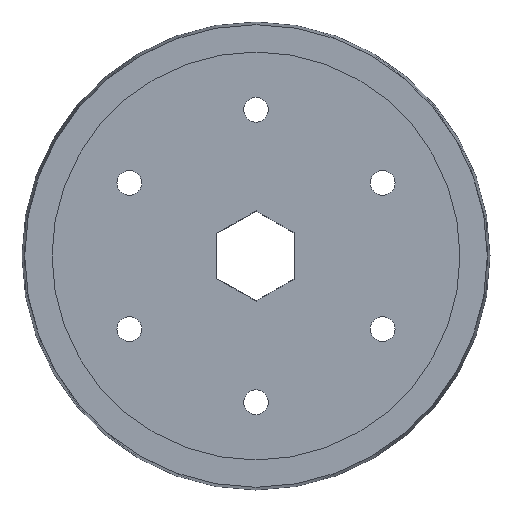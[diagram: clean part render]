
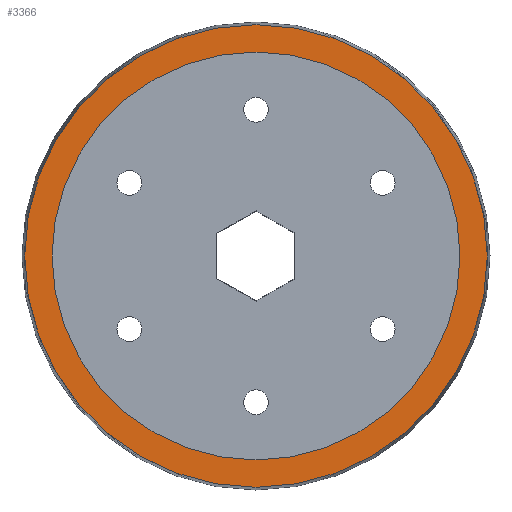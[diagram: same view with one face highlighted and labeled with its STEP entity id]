
A CAD part, left-side view. The second image highlights one B-rep face of the part: STEP entity #3366.
In plain terms, the highlighted planar face has unit normal (-1, 0, 0).
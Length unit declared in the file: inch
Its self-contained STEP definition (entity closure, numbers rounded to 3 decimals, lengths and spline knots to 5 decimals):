
#250 = ORIENTED_EDGE ( 'NONE', *, *, #6416, .F. ) ;
#441 = VERTEX_POINT ( 'NONE', #4855 ) ;
#1019 = CARTESIAN_POINT ( 'NONE',  ( -0.54819, 0., -1.30754 ) ) ;
#1795 = FACE_OUTER_BOUND ( 'NONE', #10307, .T. ) ;
#1911 = DIRECTION ( 'NONE',  ( 0., 0., -1. ) ) ;
#1982 = DIRECTION ( 'NONE',  ( 0., 0., -1. ) ) ;
#2639 = EDGE_CURVE ( 'NONE', #12995, #5225, #10004, .T. ) ;
#2958 = PLANE ( 'NONE',  #12204 ) ;
#3038 = CIRCLE ( 'NONE', #13253, 1.48254 ) ;
#3110 = CARTESIAN_POINT ( 'NONE',  ( -0.54819, 1.30754, 0. ) ) ;
#3293 = AXIS2_PLACEMENT_3D ( 'NONE', #14062, #9705, #1982 ) ;
#3366 = ADVANCED_FACE ( 'NONE', ( #6169, #1795 ), #2958, .T. ) ;
#3714 = AXIS2_PLACEMENT_3D ( 'NONE', #13456, #9110, #4441 ) ;
#3988 = CIRCLE ( 'NONE', #3293, 1.30754 ) ;
#4441 = DIRECTION ( 'NONE',  ( 0., 0., -1. ) ) ;
#4632 = AXIS2_PLACEMENT_3D ( 'NONE', #12033, #9557, #1911 ) ;
#4818 = EDGE_CURVE ( 'NONE', #441, #7999, #7193, .T. ) ;
#4855 = CARTESIAN_POINT ( 'NONE',  ( -0.54819, 0., 1.48254 ) ) ;
#5183 = CARTESIAN_POINT ( 'NONE',  ( -0.54819, 0., 1.30754 ) ) ;
#5225 = VERTEX_POINT ( 'NONE', #5183 ) ;
#6169 = FACE_BOUND ( 'NONE', #6966, .T. ) ;
#6385 = DIRECTION ( 'NONE',  ( 0., 0., 1. ) ) ;
#6416 = EDGE_CURVE ( 'NONE', #7999, #441, #3038, .T. ) ;
#6468 = DIRECTION ( 'NONE',  ( 0., 0., -1. ) ) ;
#6966 = EDGE_LOOP ( 'NONE', ( #9086, #8751 ) ) ;
#7193 = CIRCLE ( 'NONE', #4632, 1.48254 ) ;
#7999 = VERTEX_POINT ( 'NONE', #11221 ) ;
#8751 = ORIENTED_EDGE ( 'NONE', *, *, #10789, .T. ) ;
#9086 = ORIENTED_EDGE ( 'NONE', *, *, #2639, .T. ) ;
#9110 = DIRECTION ( 'NONE',  ( 1., 0., 0. ) ) ;
#9557 = DIRECTION ( 'NONE',  ( 1., 0., 0. ) ) ;
#9705 = DIRECTION ( 'NONE',  ( 1., 0., 0. ) ) ;
#10004 = CIRCLE ( 'NONE', #3714, 1.30754 ) ;
#10307 = EDGE_LOOP ( 'NONE', ( #250, #12276 ) ) ;
#10789 = EDGE_CURVE ( 'NONE', #5225, #12995, #3988, .T. ) ;
#11221 = CARTESIAN_POINT ( 'NONE',  ( -0.54819, 0., -1.48254 ) ) ;
#11840 = DIRECTION ( 'NONE',  ( -1., 0., 0. ) ) ;
#11999 = DIRECTION ( 'NONE',  ( 1., 0., 0. ) ) ;
#12033 = CARTESIAN_POINT ( 'NONE',  ( -0.54819, 0., 0. ) ) ;
#12204 = AXIS2_PLACEMENT_3D ( 'NONE', #3110, #11840, #6385 ) ;
#12276 = ORIENTED_EDGE ( 'NONE', *, *, #4818, .F. ) ;
#12995 = VERTEX_POINT ( 'NONE', #1019 ) ;
#13253 = AXIS2_PLACEMENT_3D ( 'NONE', #13948, #11999, #6468 ) ;
#13456 = CARTESIAN_POINT ( 'NONE',  ( -0.54819, 0., 0. ) ) ;
#13948 = CARTESIAN_POINT ( 'NONE',  ( -0.54819, 0., 0. ) ) ;
#14062 = CARTESIAN_POINT ( 'NONE',  ( -0.54819, 0., 0. ) ) ;
